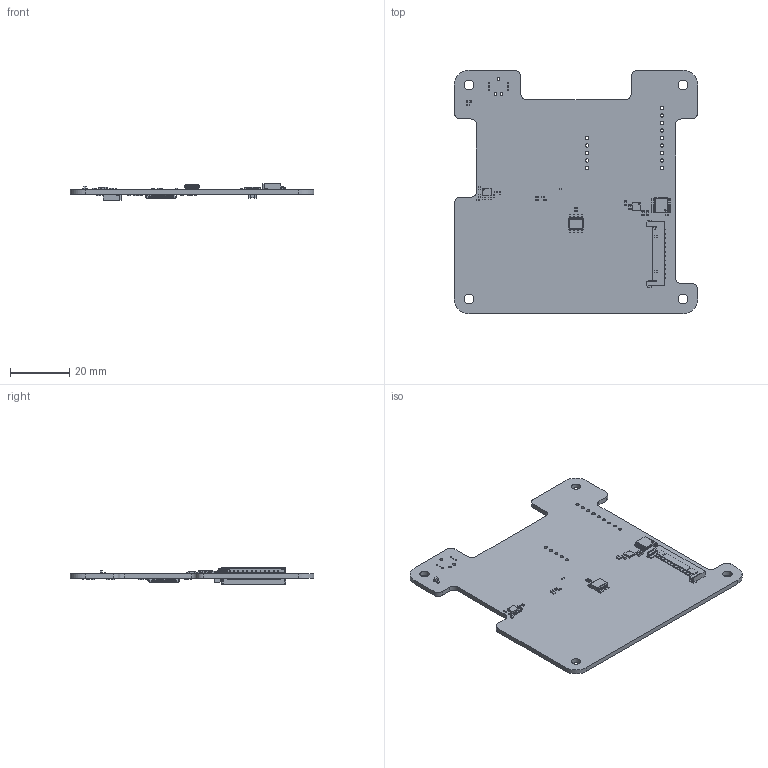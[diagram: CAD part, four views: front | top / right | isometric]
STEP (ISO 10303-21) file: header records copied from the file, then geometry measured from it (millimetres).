
FILE_DESCRIPTION(('KiCad electronic assembly'),'2;1');
FILE_NAME('comms_board.step','2025-07-01T04:32:10',('Pcbnew'),('Kicad'), 'Open CASCADE STEP processor 7.6','KiCad to STEP converter','Unknown' );
FILE_SCHEMA(('AUTOMOTIVE_DESIGN { 1 0 10303 214 1 1 1 1 }'));
Length unit declared in the file: millimetre
Products named in the file (26): comms_board 1; R_0402_1005Metric; C_0402_1005Metric; Molex_504050-1291; 5040501291; R_0603_1608Metric; TSSOP-16_4.4x5mm_P0.65mm; TSSOP_16_44x5mm_P065mm; TCAN330DR; D0008A_ASM; LED_0603_1608Metric; WSON-10-1EP_2.5x2.5mm_P0.5mm_EP1.2x2mm; CQ assembly; Bosch_LGA-14_3x2.5mm_P0.5mm; Bosch_LGA_14_3x25mm_P05mm; C_0603_1608Metric; L_1008_2520Metric; LQFP-64_10x10mm_P0.5mm; LQFP_64_10x10mm_P05mm; comms_board_PCB
Assembly tree (75 placements, depth 3):
  comms_board 1
    R_0402_1005Metric  x32
      R_0402_1005Metric
    C_0402_1005Metric  x17
      C_0402_1005Metric
    Molex_504050-1291  x2
      5040501291
    R_0603_1608Metric
      R_0603_1608Metric
    TSSOP-16_4.4x5mm_P0.65mm
      TSSOP_16_44x5mm_P065mm
    TCAN330DR
      D0008A_ASM
    LED_0603_1608Metric
      LED_0603_1608Metric
    WSON-10-1EP_2.5x2.5mm_P0.5mm_EP1.2x2mm
      CQ assembly
    Bosch_LGA-14_3x2.5mm_P0.5mm
      Bosch_LGA_14_3x25mm_P05mm
    C_0603_1608Metric  x3
      C_0603_1608Metric
    L_1008_2520Metric
      L_1008_2520Metric
    LQFP-64_10x10mm_P0.5mm
      LQFP_64_10x10mm_P05mm
    comms_board_PCB
Bounding box: 82.5 x 82.5 x 5.7 mm (x, y, z)
Volume: 9628.5 mm3; surface area: 13940.6 mm2
Topology: 83 solids, 83 shells, 4121 faces, 11022 edges, 7246 vertices
Faces by surface type: plane 2797, cylinder 1142, bspline 132, sphere 50
Full cylindrical faces by diameter (mm): 0.2 x1, 0.25 x1, 0.4 x6, 0.5 x2, 0.991 x3, 1.1 x14, 3.2 x4
Entity records: 87351 total; most frequent: CARTESIAN_POINT 17036, ORIENTED_EDGE 12450, DIRECTION 11903, EDGE_CURVE 6225, LINE 5005, VECTOR 5005, VERTEX_POINT 3978, AXIS2_PLACEMENT_3D 3449
